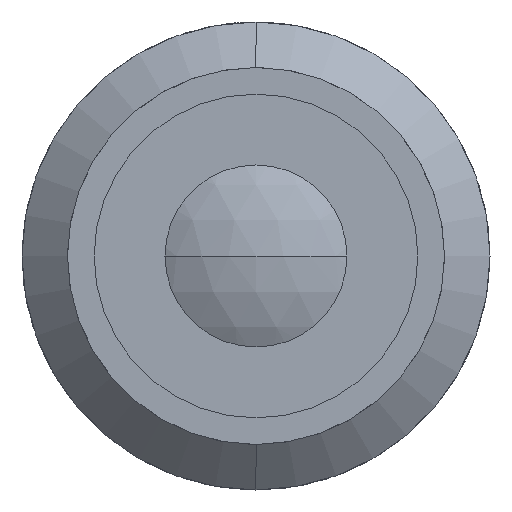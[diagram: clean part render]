
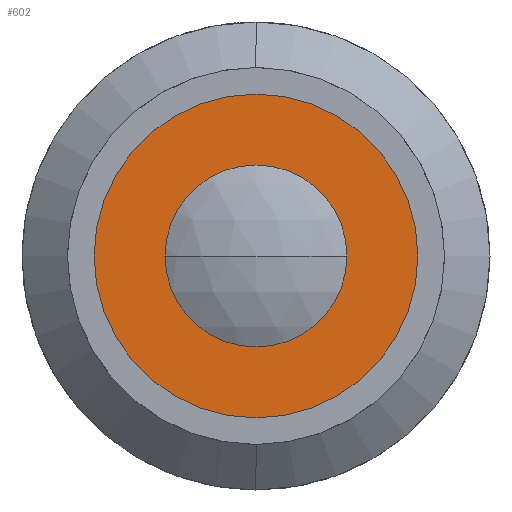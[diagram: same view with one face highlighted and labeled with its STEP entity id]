
A CAD part, left-side view. The second image highlights one B-rep face of the part: STEP entity #602.
In plain terms, the highlighted planar face has unit normal (-1, 0, 0).
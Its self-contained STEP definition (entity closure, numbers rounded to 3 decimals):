
#94 = EDGE_LOOP ( 'NONE', ( #3411, #834 ) ) ;
#209 = VERTEX_POINT ( 'NONE', #2741 ) ;
#261 = AXIS2_PLACEMENT_3D ( 'NONE', #3257, #3969, #1280 ) ;
#343 = PLANE ( 'NONE',  #3340 ) ;
#360 = DIRECTION ( 'NONE',  ( 0., 0., -1. ) ) ;
#602 = ADVANCED_FACE ( 'NONE', ( #1961, #3313 ), #343, .F. ) ;
#711 = DIRECTION ( 'NONE',  ( -1., 0., 0. ) ) ;
#751 = AXIS2_PLACEMENT_3D ( 'NONE', #4302, #1947, #1968 ) ;
#821 = CIRCLE ( 'NONE', #751, 13.5 ) ;
#834 = ORIENTED_EDGE ( 'NONE', *, *, #2324, .F. ) ;
#859 = CARTESIAN_POINT ( 'NONE',  ( 3.8, 0., -13.5 ) ) ;
#1049 = VERTEX_POINT ( 'NONE', #2646 ) ;
#1127 = EDGE_CURVE ( 'NONE', #2362, #1049, #1843, .T. ) ;
#1246 = CIRCLE ( 'NONE', #261, 7. ) ;
#1280 = DIRECTION ( 'NONE',  ( 0., 0., 1. ) ) ;
#1335 = ORIENTED_EDGE ( 'NONE', *, *, #1127, .T. ) ;
#1559 = AXIS2_PLACEMENT_3D ( 'NONE', #3709, #711, #2060 ) ;
#1603 = VERTEX_POINT ( 'NONE', #3677 ) ;
#1827 = ORIENTED_EDGE ( 'NONE', *, *, #3460, .T. ) ;
#1843 = CIRCLE ( 'NONE', #1559, 13.5 ) ;
#1947 = DIRECTION ( 'NONE',  ( -1., 0., 0. ) ) ;
#1961 = FACE_BOUND ( 'NONE', #94, .T. ) ;
#1968 = DIRECTION ( 'NONE',  ( 0., 0., 1. ) ) ;
#1980 = DIRECTION ( 'NONE',  ( 1., 0., 0. ) ) ;
#2053 = CARTESIAN_POINT ( 'NONE',  ( 3.8, 0., 0. ) ) ;
#2060 = DIRECTION ( 'NONE',  ( 0., 0., 1. ) ) ;
#2075 = DIRECTION ( 'NONE',  ( -1., 0., 0. ) ) ;
#2229 = AXIS2_PLACEMENT_3D ( 'NONE', #2053, #2075, #2497 ) ;
#2324 = EDGE_CURVE ( 'NONE', #209, #1603, #4139, .T. ) ;
#2362 = VERTEX_POINT ( 'NONE', #859 ) ;
#2497 = DIRECTION ( 'NONE',  ( 0., 0., 1. ) ) ;
#2646 = CARTESIAN_POINT ( 'NONE',  ( 3.8, 0., 13.5 ) ) ;
#2741 = CARTESIAN_POINT ( 'NONE',  ( 3.8, 0., -7. ) ) ;
#2936 = EDGE_LOOP ( 'NONE', ( #1827, #1335 ) ) ;
#2979 = CARTESIAN_POINT ( 'NONE',  ( 3.8, 13.5, 0. ) ) ;
#3257 = CARTESIAN_POINT ( 'NONE',  ( 3.8, 0., 0. ) ) ;
#3313 = FACE_OUTER_BOUND ( 'NONE', #2936, .T. ) ;
#3340 = AXIS2_PLACEMENT_3D ( 'NONE', #2979, #1980, #360 ) ;
#3411 = ORIENTED_EDGE ( 'NONE', *, *, #3504, .F. ) ;
#3460 = EDGE_CURVE ( 'NONE', #1049, #2362, #821, .T. ) ;
#3504 = EDGE_CURVE ( 'NONE', #1603, #209, #1246, .T. ) ;
#3677 = CARTESIAN_POINT ( 'NONE',  ( 3.8, 0., 7. ) ) ;
#3709 = CARTESIAN_POINT ( 'NONE',  ( 3.8, 0., 0. ) ) ;
#3969 = DIRECTION ( 'NONE',  ( -1., 0., 0. ) ) ;
#4139 = CIRCLE ( 'NONE', #2229, 7. ) ;
#4302 = CARTESIAN_POINT ( 'NONE',  ( 3.8, 0., 0. ) ) ;
